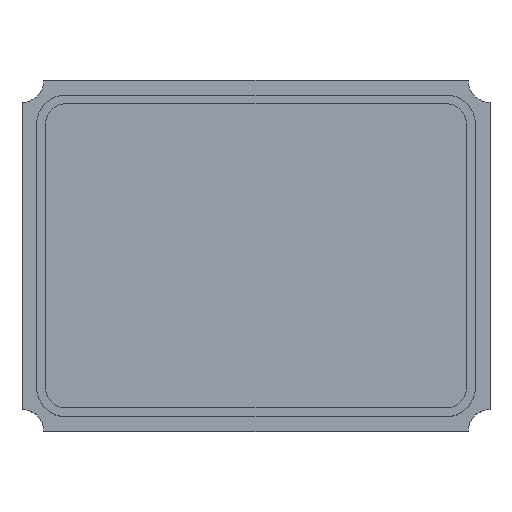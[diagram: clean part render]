
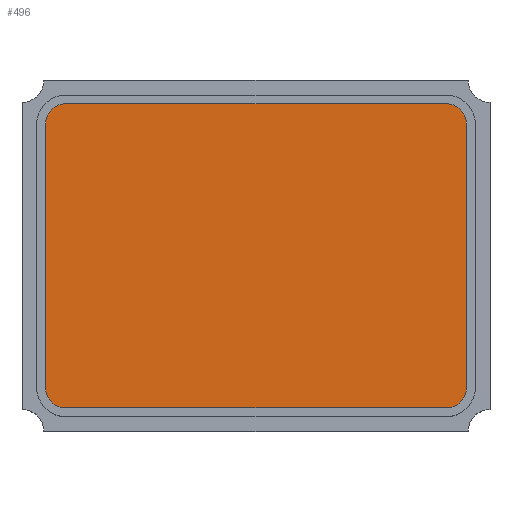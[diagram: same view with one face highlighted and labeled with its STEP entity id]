
A CAD part, top view. The second image highlights one B-rep face of the part: STEP entity #496.
In plain terms, the highlighted planar face has unit normal (0, 0, 1).
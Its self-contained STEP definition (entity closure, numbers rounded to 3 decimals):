
#22=PLANE('',#546);
#42=FACE_OUTER_BOUND('',#70,.T.);
#70=EDGE_LOOP('',(#364,#365,#366,#367,#368,#369,#370,#371));
#95=LINE('',#750,#143);
#99=LINE('',#762,#147);
#103=LINE('',#774,#151);
#107=LINE('',#784,#155);
#143=VECTOR('',#595,10.);
#147=VECTOR('',#607,10.);
#151=VECTOR('',#619,10.);
#155=VECTOR('',#631,10.);
#189=CIRCLE('',#532,0.07);
#191=CIRCLE('',#536,0.07);
#193=CIRCLE('',#540,0.07);
#195=CIRCLE('',#544,0.07);
#214=VERTEX_POINT('',#741);
#215=VERTEX_POINT('',#743);
#217=VERTEX_POINT('',#749);
#219=VERTEX_POINT('',#755);
#221=VERTEX_POINT('',#761);
#223=VERTEX_POINT('',#767);
#225=VERTEX_POINT('',#773);
#227=VERTEX_POINT('',#779);
#262=EDGE_CURVE('',#215,#214,#189,.T.);
#265=EDGE_CURVE('',#217,#215,#95,.T.);
#268=EDGE_CURVE('',#219,#217,#191,.T.);
#271=EDGE_CURVE('',#221,#219,#99,.T.);
#274=EDGE_CURVE('',#223,#221,#193,.T.);
#277=EDGE_CURVE('',#225,#223,#103,.T.);
#280=EDGE_CURVE('',#227,#225,#195,.T.);
#283=EDGE_CURVE('',#214,#227,#107,.T.);
#364=ORIENTED_EDGE('',*,*,#283,.T.);
#365=ORIENTED_EDGE('',*,*,#280,.T.);
#366=ORIENTED_EDGE('',*,*,#277,.T.);
#367=ORIENTED_EDGE('',*,*,#274,.T.);
#368=ORIENTED_EDGE('',*,*,#271,.T.);
#369=ORIENTED_EDGE('',*,*,#268,.T.);
#370=ORIENTED_EDGE('',*,*,#265,.T.);
#371=ORIENTED_EDGE('',*,*,#262,.T.);
#496=ADVANCED_FACE('',(#42),#22,.T.);
#532=AXIS2_PLACEMENT_3D('',#744,#589,#590);
#536=AXIS2_PLACEMENT_3D('',#756,#601,#602);
#540=AXIS2_PLACEMENT_3D('',#768,#613,#614);
#544=AXIS2_PLACEMENT_3D('',#780,#625,#626);
#546=AXIS2_PLACEMENT_3D('',#785,#632,#633);
#589=DIRECTION('center_axis',(0.,0.,1.));
#590=DIRECTION('ref_axis',(0.,1.,0.));
#595=DIRECTION('',(-1.,0.,0.));
#601=DIRECTION('center_axis',(0.,0.,1.));
#602=DIRECTION('ref_axis',(1.,0.,0.));
#607=DIRECTION('',(0.,1.,0.));
#613=DIRECTION('center_axis',(0.,0.,1.));
#614=DIRECTION('ref_axis',(0.,-1.,0.));
#619=DIRECTION('',(1.,0.,0.));
#625=DIRECTION('center_axis',(0.,0.,1.));
#626=DIRECTION('ref_axis',(-1.,0.,0.));
#631=DIRECTION('',(0.,-1.,0.));
#632=DIRECTION('center_axis',(0.,0.,1.));
#633=DIRECTION('ref_axis',(-1.,0.,0.));
#741=CARTESIAN_POINT('',(-0.72,0.45,0.35));
#743=CARTESIAN_POINT('',(-0.65,0.52,0.35));
#744=CARTESIAN_POINT('Origin',(-0.65,0.45,0.35));
#749=CARTESIAN_POINT('',(0.65,0.52,0.35));
#750=CARTESIAN_POINT('',(0.65,0.52,0.35));
#755=CARTESIAN_POINT('',(0.72,0.45,0.35));
#756=CARTESIAN_POINT('Origin',(0.65,0.45,0.35));
#761=CARTESIAN_POINT('',(0.72,-0.45,0.35));
#762=CARTESIAN_POINT('',(0.72,-0.45,0.35));
#767=CARTESIAN_POINT('',(0.65,-0.52,0.35));
#768=CARTESIAN_POINT('Origin',(0.65,-0.45,0.35));
#773=CARTESIAN_POINT('',(-0.65,-0.52,0.35));
#774=CARTESIAN_POINT('',(-0.65,-0.52,0.35));
#779=CARTESIAN_POINT('',(-0.72,-0.45,0.35));
#780=CARTESIAN_POINT('Origin',(-0.65,-0.45,0.35));
#784=CARTESIAN_POINT('',(-0.72,0.45,0.35));
#785=CARTESIAN_POINT('Origin',(0.,0.,
0.35));
